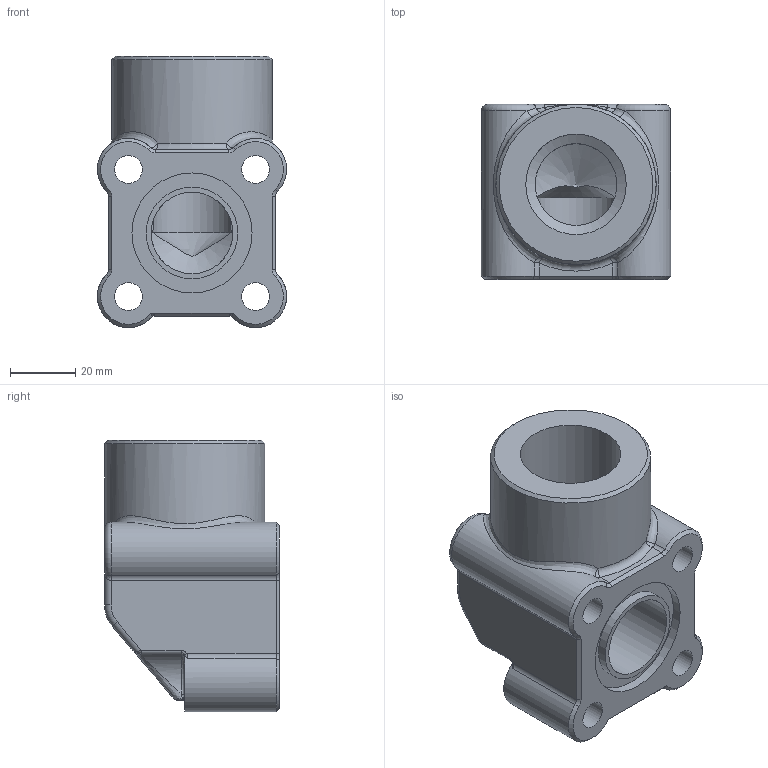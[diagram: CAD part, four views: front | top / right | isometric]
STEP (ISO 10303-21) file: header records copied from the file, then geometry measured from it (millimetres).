
FILE_DESCRIPTION(/* description */ ('Unknown'),/* implementation_level */ '2;1');
FILE_NAME(/* name */ 'AF.01870-001',/* time_stamp */ '2023-07-24T10:03:42+02:00',/* author */ ('Unknown'),/* organization */ ('Unknown'),/* preprocessor_version */ 'ST-DEVELOPER v18.102',/* originating_system */ 'Solid Edge',/* authorisation */ 'Unknown');
FILE_SCHEMA (('AUTOMOTIVE_DESIGN {1 0 10303 214 3 1 1}'));
Length unit declared in the file: millimetre
Products named in the file (2): 835_RB100-55 (1); RB100-55_0
Assembly tree (1 placements, depth 2):
  835_RB100-55 (1)
    RB100-55_0
Bounding box: 57.88 x 53.5 x 82.94 mm (x, y, z)
Volume: 128712.6 mm3; surface area: 30113.7 mm2
Topology: 1 solids, 1 shells, 105 faces, 261 edges, 149 vertices
Faces by surface type: cylinder 34, bspline 30, plane 16, cone 14, torus 9, sphere 2
Full cylindrical faces by diameter (mm): 8.5 x4, 25 x2, 28 x1, 30.75 x1, 36.7 x1, 49 x1
Entity records: 4837 total; most frequent: CARTESIAN_POINT 2669, ORIENTED_EDGE 464, DIRECTION 384, EDGE_CURVE 232, AXIS2_PLACEMENT_3D 165, VERTEX_POINT 144, FACE_BOUND 130, EDGE_LOOP 129
